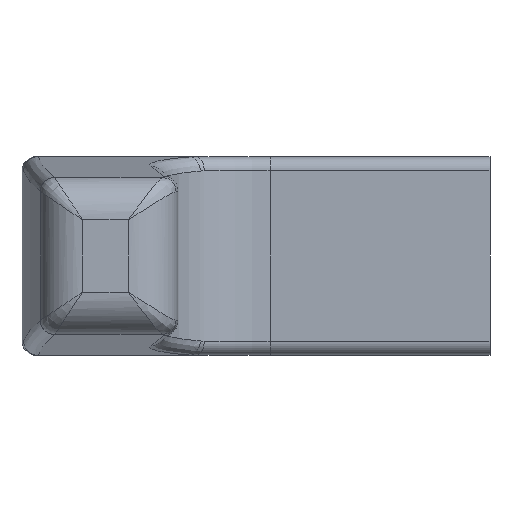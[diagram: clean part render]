
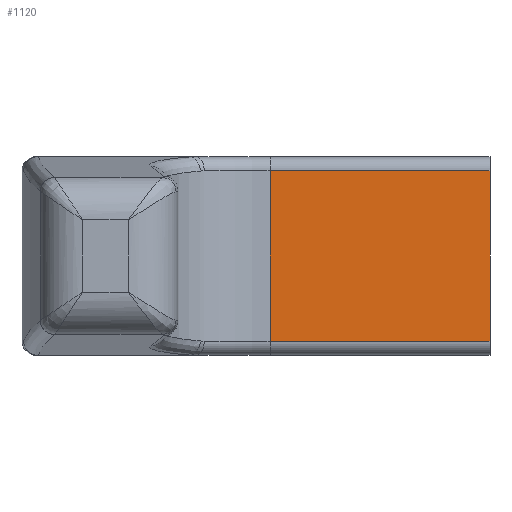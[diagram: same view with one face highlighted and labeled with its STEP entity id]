
A CAD part, left-side view. The second image highlights one B-rep face of the part: STEP entity #1120.
In plain terms, the highlighted planar face has unit normal (-1, 0, 0).
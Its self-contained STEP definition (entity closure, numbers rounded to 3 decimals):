
#442=VERTEX_POINT('',#1213);
#446=VERTEX_POINT('',#1217);
#478=EDGE_CURVE('',#442,#896,#1256,.T.);
#774=EDGE_CURVE('',#442,#864,#1582,.T.);
#864=VERTEX_POINT('',#1683);
#874=EDGE_CURVE('',#446,#864,#1695,.T.);
#896=VERTEX_POINT('',#1719);
#1082=EDGE_CURVE('',#896,#446,#1926,.T.);
#1120=ADVANCED_FACE('',(#1966),#1967,.T.);
#1213=CARTESIAN_POINT('',(-7.,0.0,6.0));
#1217=CARTESIAN_POINT('',(-7.,15.5,-6.0));
#1256=LINE('',#2540,#2541);
#1582=LINE('',#6032,#6033);
#1683=CARTESIAN_POINT('',(-7.,0.0,-6.0));
#1695=LINE('',#6694,#6695);
#1719=CARTESIAN_POINT('',(-7.,15.5,6.0));
#1926=LINE('',#7622,#7623);
#1966=FACE_OUTER_BOUND('',#8701,.T.);
#1967=PLANE('',#8702);
#2540=CARTESIAN_POINT('',(-7.,0.,6.0));
#2541=VECTOR('',#9533,1000.0);
#6032=CARTESIAN_POINT('',(-7.,0.0,-7.0));
#6033=VECTOR('',#9851,1000.0);
#6694=CARTESIAN_POINT('',(-7.,0.,-6.0));
#6695=VECTOR('',#9970,1000.0);
#7622=CARTESIAN_POINT('',(-7.,15.5,-7.0));
#7623=VECTOR('',#10219,1000.0);
#8701=EDGE_LOOP('',(#10242,#10243,#10244,#10245));
#8702=AXIS2_PLACEMENT_3D('',#10246,#10247,#10248);
#9533=DIRECTION('',(0.0,1.0,0.0));
#9851=DIRECTION('',(0.0,0.0,-1.0));
#9970=DIRECTION('',(0.0,-1.0,0.0));
#10219=DIRECTION('',(0.0,0.0,-1.0));
#10242=ORIENTED_EDGE('',*,*,#774,.F.);
#10243=ORIENTED_EDGE('',*,*,#478,.T.);
#10244=ORIENTED_EDGE('',*,*,#1082,.T.);
#10245=ORIENTED_EDGE('',*,*,#874,.T.);
#10246=CARTESIAN_POINT('',(-7.,0.,-7.0));
#10247=DIRECTION('',(-1.0,0.0,0.0));
#10248=DIRECTION('',(0.0,0.0,1.0));
